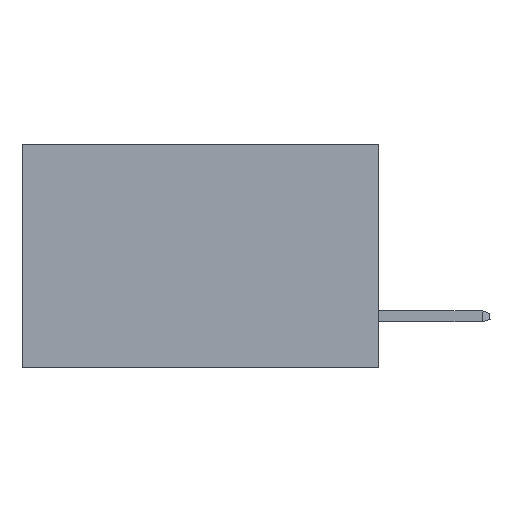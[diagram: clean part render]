
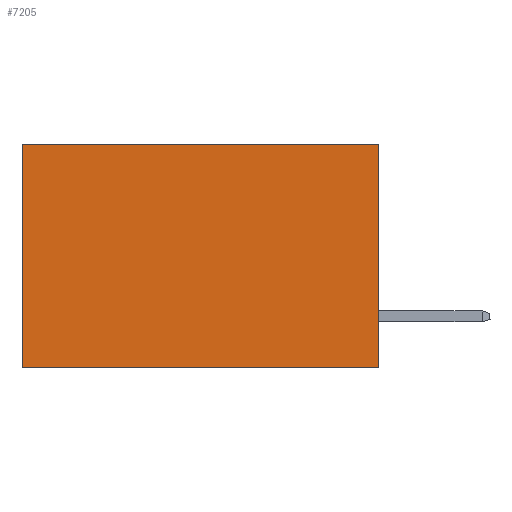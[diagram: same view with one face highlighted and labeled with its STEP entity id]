
A CAD part, left-side view. The second image highlights one B-rep face of the part: STEP entity #7205.
In plain terms, the highlighted planar face has unit normal (-1, 0, 0).
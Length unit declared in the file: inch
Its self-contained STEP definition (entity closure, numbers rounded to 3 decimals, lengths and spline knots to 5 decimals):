
#230 = EDGE_LOOP ( 'NONE', ( #3915, #1945, #259, #5483 ) ) ;
#259 = ORIENTED_EDGE ( 'NONE', *, *, #6779, .F. ) ;
#384 = VERTEX_POINT ( 'NONE', #7830 ) ;
#1119 = VECTOR ( 'NONE', #2619, 39.37008 ) ;
#1272 = DIRECTION ( 'NONE',  ( 0., 1., 0. ) ) ;
#1520 = LINE ( 'NONE', #8899, #11329 ) ;
#1700 = EDGE_CURVE ( 'NONE', #10367, #9775, #6620, .T. ) ;
#1945 = ORIENTED_EDGE ( 'NONE', *, *, #11513, .F. ) ;
#2016 = LINE ( 'NONE', #9187, #6875 ) ;
#2619 = DIRECTION ( 'NONE',  ( 0., 1., 0. ) ) ;
#2684 = DIRECTION ( 'NONE',  ( 0., 0., -1. ) ) ;
#2774 = CARTESIAN_POINT ( 'NONE',  ( 0.277, 0., -0.37 ) ) ;
#3096 = CARTESIAN_POINT ( 'NONE',  ( 0.277, 0., 0. ) ) ;
#3470 = VERTEX_POINT ( 'NONE', #9497 ) ;
#3647 = DIRECTION ( 'NONE',  ( 0., 0., -1. ) ) ;
#3688 = DIRECTION ( 'NONE',  ( 1., 0., 0. ) ) ;
#3703 = PLANE ( 'NONE',  #3933 ) ;
#3915 = ORIENTED_EDGE ( 'NONE', *, *, #9984, .T. ) ;
#3933 = AXIS2_PLACEMENT_3D ( 'NONE', #4135, #3688, #3647 ) ;
#4135 = CARTESIAN_POINT ( 'NONE',  ( 0.277, 0., -0.37 ) ) ;
#4480 = DIRECTION ( 'NONE',  ( 0., 0., -1. ) ) ;
#5483 = ORIENTED_EDGE ( 'NONE', *, *, #1700, .T. ) ;
#6620 = LINE ( 'NONE', #7602, #1119 ) ;
#6779 = EDGE_CURVE ( 'NONE', #10367, #3470, #11709, .T. ) ;
#6875 = VECTOR ( 'NONE', #4480, 39.37008 ) ;
#7205 = ADVANCED_FACE ( 'NONE', ( #11998 ), #3703, .F. ) ;
#7602 = CARTESIAN_POINT ( 'NONE',  ( 0.277, 0., 0. ) ) ;
#7830 = CARTESIAN_POINT ( 'NONE',  ( 0.277, 0.59, -0.37 ) ) ;
#8899 = CARTESIAN_POINT ( 'NONE',  ( 0.277, 0., -0.37 ) ) ;
#9187 = CARTESIAN_POINT ( 'NONE',  ( 0.277, 0.59, -0.37 ) ) ;
#9497 = CARTESIAN_POINT ( 'NONE',  ( 0.277, 0., -0.37 ) ) ;
#9775 = VERTEX_POINT ( 'NONE', #9824 ) ;
#9824 = CARTESIAN_POINT ( 'NONE',  ( 0.277, 0.59, 0. ) ) ;
#9984 = EDGE_CURVE ( 'NONE', #9775, #384, #2016, .T. ) ;
#10367 = VERTEX_POINT ( 'NONE', #3096 ) ;
#11329 = VECTOR ( 'NONE', #1272, 39.37008 ) ;
#11433 = VECTOR ( 'NONE', #2684, 39.37008 ) ;
#11513 = EDGE_CURVE ( 'NONE', #3470, #384, #1520, .T. ) ;
#11709 = LINE ( 'NONE', #2774, #11433 ) ;
#11998 = FACE_OUTER_BOUND ( 'NONE', #230, .T. ) ;
